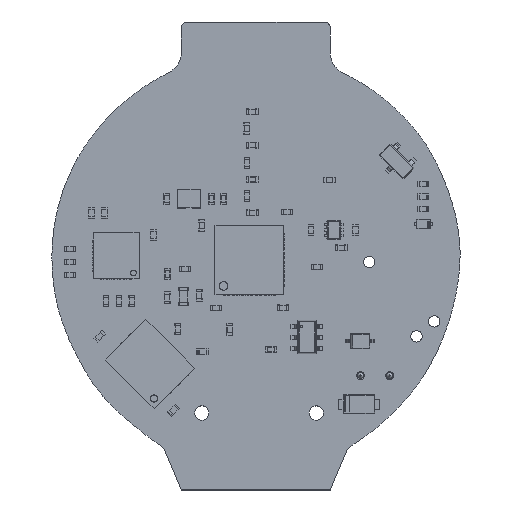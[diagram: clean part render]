
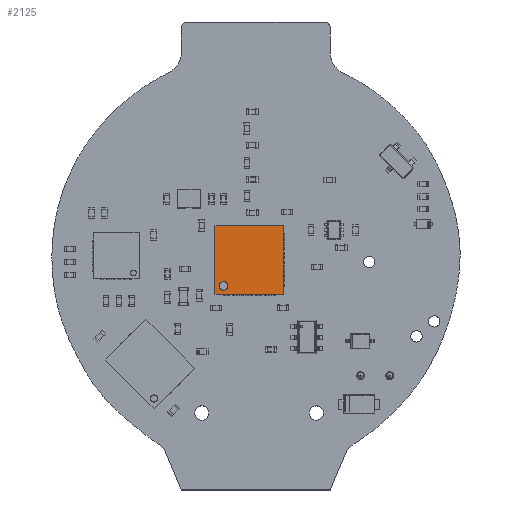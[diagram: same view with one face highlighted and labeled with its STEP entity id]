
A CAD part, top view. The second image highlights one B-rep face of the part: STEP entity #2125.
In plain terms, the highlighted planar face has unit normal (0, 0, 1).
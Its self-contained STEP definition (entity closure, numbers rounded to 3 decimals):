
#2061 = VERTEX_POINT('',#2062);
#2062 = CARTESIAN_POINT('',(-3.,-3.,0.95));
#2077 = VERTEX_POINT('',#2078);
#2078 = CARTESIAN_POINT('',(-3.,3.,0.95));
#2084 = EDGE_CURVE('',#2061,#2077,#2085,.T.);
#2085 = LINE('',#2086,#2087);
#2086 = CARTESIAN_POINT('',(-3.,-3.,0.95));
#2087 = VECTOR('',#2088,1.);
#2088 = DIRECTION('',(0.,1.,0.));
#2107 = EDGE_CURVE('',#2061,#2108,#2110,.T.);
#2108 = VERTEX_POINT('',#2109);
#2109 = CARTESIAN_POINT('',(3.,-3.,0.95));
#2110 = LINE('',#2111,#2112);
#2111 = CARTESIAN_POINT('',(-3.,-3.,0.95));
#2112 = VECTOR('',#2113,1.);
#2113 = DIRECTION('',(1.,0.,0.));
#2125 = ADVANCED_FACE('',(#2126,#2144),#2155,.T.);
#2126 = FACE_BOUND('',#2127,.T.);
#2127 = EDGE_LOOP('',(#2128,#2129,#2130,#2138));
#2128 = ORIENTED_EDGE('',*,*,#2084,.F.);
#2129 = ORIENTED_EDGE('',*,*,#2107,.T.);
#2130 = ORIENTED_EDGE('',*,*,#2131,.T.);
#2131 = EDGE_CURVE('',#2108,#2132,#2134,.T.);
#2132 = VERTEX_POINT('',#2133);
#2133 = CARTESIAN_POINT('',(3.,3.,0.95));
#2134 = LINE('',#2135,#2136);
#2135 = CARTESIAN_POINT('',(3.,-3.,0.95));
#2136 = VECTOR('',#2137,1.);
#2137 = DIRECTION('',(0.,1.,0.));
#2138 = ORIENTED_EDGE('',*,*,#2139,.F.);
#2139 = EDGE_CURVE('',#2077,#2132,#2140,.T.);
#2140 = LINE('',#2141,#2142);
#2141 = CARTESIAN_POINT('',(-3.,3.,0.95));
#2142 = VECTOR('',#2143,1.);
#2143 = DIRECTION('',(1.,0.,0.));
#2144 = FACE_BOUND('',#2145,.T.);
#2145 = EDGE_LOOP('',(#2146));
#2146 = ORIENTED_EDGE('',*,*,#2147,.F.);
#2147 = EDGE_CURVE('',#2148,#2148,#2150,.T.);
#2148 = VERTEX_POINT('',#2149);
#2149 = CARTESIAN_POINT('',(-1.875,2.25,0.95));
#2150 = CIRCLE('',#2151,0.375);
#2151 = AXIS2_PLACEMENT_3D('',#2152,#2153,#2154);
#2152 = CARTESIAN_POINT('',(-2.25,2.25,0.95));
#2153 = DIRECTION('',(0.,0.,1.));
#2154 = DIRECTION('',(1.,0.,0.));
#2155 = PLANE('',#2156);
#2156 = AXIS2_PLACEMENT_3D('',#2157,#2158,#2159);
#2157 = CARTESIAN_POINT('',(-3.,-3.,0.95));
#2158 = DIRECTION('',(0.,0.,1.));
#2159 = DIRECTION('',(1.,0.,0.));
